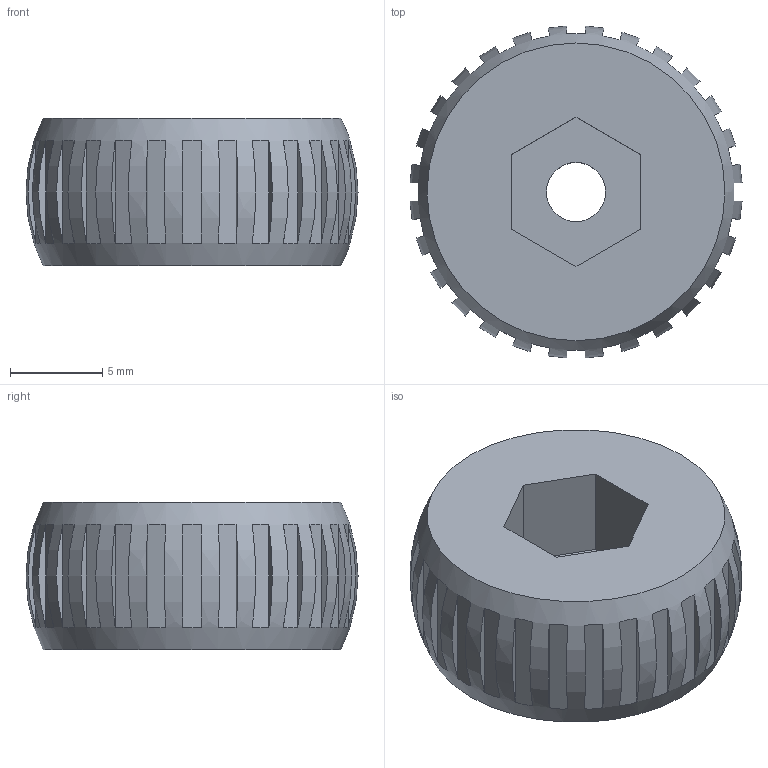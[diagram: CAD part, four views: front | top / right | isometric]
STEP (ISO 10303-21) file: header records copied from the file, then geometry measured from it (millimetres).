
FILE_DESCRIPTION(('FreeCAD Model'),'2;1');
FILE_NAME('Tensioner_AdjustingWheel.step','2020-08-11T22:07:21',('') ,(''),'Open CASCADE STEP processor 7.3','FreeCAD','Unknown');
FILE_SCHEMA(('CONFIG_CONTROL_DESIGN','SHAPE_APPEARANCE_LAYER_MIM'));
Length unit declared in the file: millimetre
Products named in the file (1): Tensioner_AdjustingWheel
Bounding box: 17.97 x 17.97 x 8 mm (x, y, z)
Volume: 1618.7 mm3; surface area: 1083.9 mm2
Topology: 1 solids, 1 shells, 95 faces, 195 edges, 130 vertices
Faces by surface type: plane 93, cylinder 1, sphere 1
Full cylindrical faces by diameter (mm): 3.2 x1
Entity records: 2624 total; most frequent: DIRECTION 507, CARTESIAN_POINT 421, ORIENTED_EDGE 390, AXIS2_PLACEMENT_3D 216, EDGE_CURVE 195, VERTEX_POINT 130, FACE_BOUND 125, EDGE_LOOP 125
